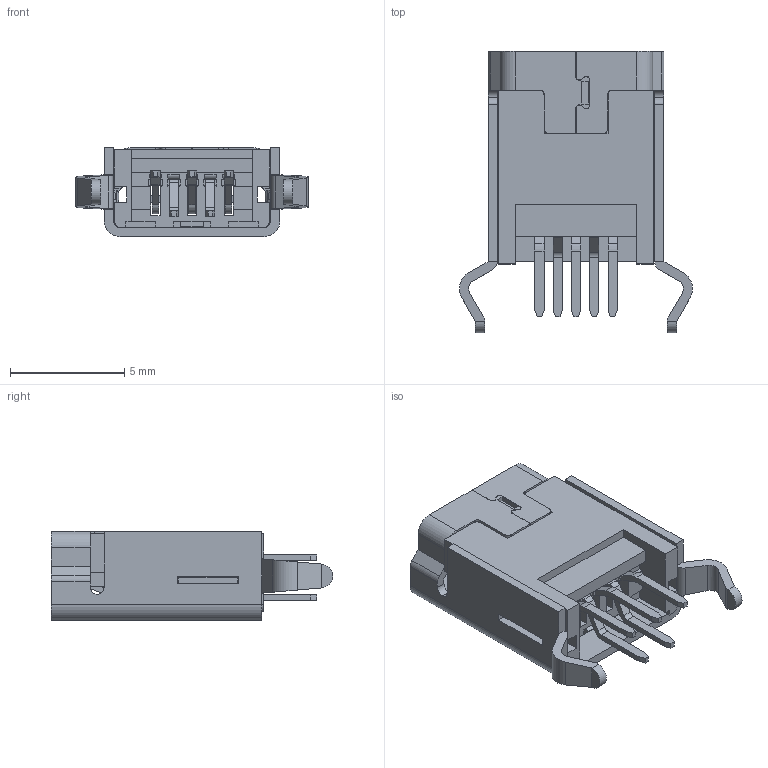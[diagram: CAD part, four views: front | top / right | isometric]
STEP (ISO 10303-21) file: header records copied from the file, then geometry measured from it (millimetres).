
FILE_DESCRIPTION (( 'STEP AP214' ), '1' );
FILE_NAME ('54-00025.STEP', '2023-07-06T08:53:31', ( '' ), ( '' ), 'SwSTEP 2.0', 'SolidWorks 2021', '' );
FILE_SCHEMA (( 'AUTOMOTIVE_DESIGN' ));
Length unit declared in the file: millimetre
Products named in the file (2): 54-00025; 54-00025_54-00025
Assembly tree (1 placements, depth 2):
  54-00025
    54-00025_54-00025
Bounding box: 10.2 x 12.3 x 3.9 mm (x, y, z)
Volume: 140.6 mm3; surface area: 763.2 mm2
Topology: 7 solids, 7 shells, 628 faces, 1859 edges, 1230 vertices
Faces by surface type: plane 426, cylinder 196, cone 6
Entity records: 22268 total; most frequent: CARTESIAN_POINT 3902, ORIENTED_EDGE 3718, DIRECTION 3414, EDGE_CURVE 1859, LINE 1450, VECTOR 1450, VERTEX_POINT 1230, AXIS2_PLACEMENT_3D 982
